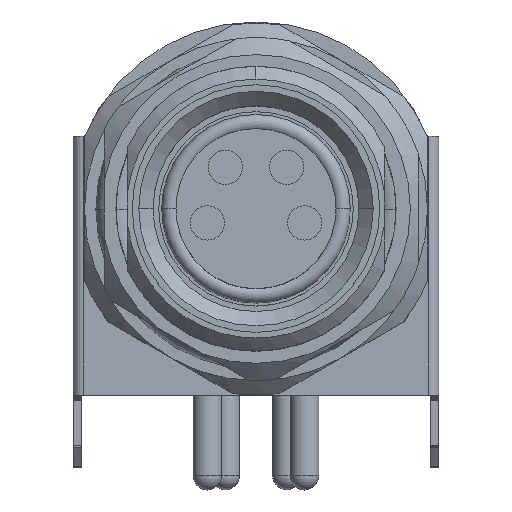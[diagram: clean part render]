
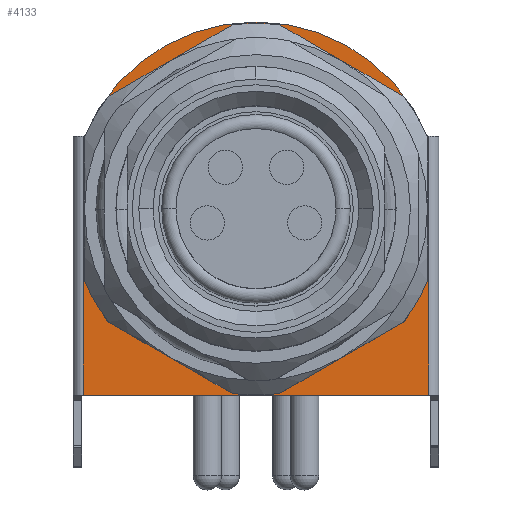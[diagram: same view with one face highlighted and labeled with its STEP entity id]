
A CAD part, top view. The second image highlights one B-rep face of the part: STEP entity #4133.
In plain terms, the highlighted face is planar.
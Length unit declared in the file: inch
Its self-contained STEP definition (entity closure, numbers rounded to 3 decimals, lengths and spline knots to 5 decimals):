
#91 = DIRECTION ( 'NONE',  ( 1., 0., 0. ) ) ;
#106 = DIRECTION ( 'NONE',  ( 0., 1., 0. ) ) ;
#131 = VERTEX_POINT ( 'NONE', #3902 ) ;
#184 = CARTESIAN_POINT ( 'NONE',  ( 0.44094, 0.20457, 0.11811 ) ) ;
#217 = VERTEX_POINT ( 'NONE', #5651 ) ;
#221 = CARTESIAN_POINT ( 'NONE',  ( 0.44094, 0.10039, 0. ) ) ;
#419 = PLANE ( 'NONE',  #4300 ) ;
#425 = DIRECTION ( 'NONE',  ( 1., 0., 0. ) ) ;
#429 = VERTEX_POINT ( 'NONE', #6509 ) ;
#503 = DIRECTION ( 'NONE',  ( 1., 0., 0. ) ) ;
#530 = VERTEX_POINT ( 'NONE', #5680 ) ;
#539 = AXIS2_PLACEMENT_3D ( 'NONE', #1252, #613, #4327 ) ;
#583 = CARTESIAN_POINT ( 'NONE',  ( 0.44094, 0.19143, 0.23819 ) ) ;
#613 = DIRECTION ( 'NONE',  ( 1., 0., 0. ) ) ;
#687 = LINE ( 'NONE', #221, #3431 ) ;
#748 = VERTEX_POINT ( 'NONE', #4405 ) ;
#782 = VERTEX_POINT ( 'NONE', #986 ) ;
#821 = AXIS2_PLACEMENT_3D ( 'NONE', #3338, #6372, #1824 ) ;
#840 = LINE ( 'NONE', #1339, #5883 ) ;
#917 = LINE ( 'NONE', #3415, #5922 ) ;
#962 = EDGE_CURVE ( 'NONE', #217, #748, #2678, .T. ) ;
#986 = CARTESIAN_POINT ( 'NONE',  ( 0.44094, -0.25591, -0.23819 ) ) ;
#1190 = DIRECTION ( 'NONE',  ( 0., 0., 1. ) ) ;
#1200 = CARTESIAN_POINT ( 'NONE',  ( 0.44094, -0.20457, -0.11811 ) ) ;
#1248 = EDGE_CURVE ( 'NONE', #131, #530, #3709, .T. ) ;
#1252 = CARTESIAN_POINT ( 'NONE',  ( 0.44094, 0., 0. ) ) ;
#1299 = EDGE_CURVE ( 'NONE', #2916, #6292, #1679, .T. ) ;
#1339 = CARTESIAN_POINT ( 'NONE',  ( 0.44094, -0.25591, 0. ) ) ;
#1372 = EDGE_CURVE ( 'NONE', #748, #782, #840, .T. ) ;
#1401 = CIRCLE ( 'NONE', #539, 0.23622 ) ;
#1679 = CIRCLE ( 'NONE', #821, 0.23622 ) ;
#1713 = AXIS2_PLACEMENT_3D ( 'NONE', #5116, #503, #6196 ) ;
#1771 = DIRECTION ( 'NONE',  ( 1., 0., 0. ) ) ;
#1805 = AXIS2_PLACEMENT_3D ( 'NONE', #1999, #2447, #4090 ) ;
#1811 = CIRCLE ( 'NONE', #5566, 0.23622 ) ;
#1824 = DIRECTION ( 'NONE',  ( 0., 0., 1. ) ) ;
#1832 = CARTESIAN_POINT ( 'NONE',  ( 0.44094, 0., -0.23622 ) ) ;
#1922 = ORIENTED_EDGE ( 'NONE', *, *, #4051, .F. ) ;
#1999 = CARTESIAN_POINT ( 'NONE',  ( 0.44094, 0., 0. ) ) ;
#2027 = EDGE_CURVE ( 'NONE', #429, #5444, #6001, .T. ) ;
#2066 = ORIENTED_EDGE ( 'NONE', *, *, #5750, .T. ) ;
#2092 = EDGE_CURVE ( 'NONE', #530, #217, #5199, .T. ) ;
#2156 = DIRECTION ( 'NONE',  ( 0., 0., -1. ) ) ;
#2159 = ORIENTED_EDGE ( 'NONE', *, *, #962, .F. ) ;
#2175 = DIRECTION ( 'NONE',  ( 1., 0., 0. ) ) ;
#2234 = VECTOR ( 'NONE', #4224, 39.37008 ) ;
#2447 = DIRECTION ( 'NONE',  ( 1., 0., 0. ) ) ;
#2459 = DIRECTION ( 'NONE',  ( 0., 0., -1. ) ) ;
#2470 = EDGE_CURVE ( 'NONE', #5444, #2916, #1811, .T. ) ;
#2478 = CARTESIAN_POINT ( 'NONE',  ( 0.44094, -0.41054, 0.60197 ) ) ;
#2484 = DIRECTION ( 'NONE',  ( 0., 0., 1. ) ) ;
#2678 = LINE ( 'NONE', #583, #2234 ) ;
#2743 = CARTESIAN_POINT ( 'NONE',  ( 0.44094, 0., 0. ) ) ;
#2749 = DIRECTION ( 'NONE',  ( 0., 0., 1. ) ) ;
#2798 = EDGE_LOOP ( 'NONE', ( #2836, #4944, #6512, #3765, #2066, #5370 ) ) ;
#2836 = ORIENTED_EDGE ( 'NONE', *, *, #2470, .T. ) ;
#2916 = VERTEX_POINT ( 'NONE', #1200 ) ;
#3006 = FACE_OUTER_BOUND ( 'NONE', #3531, .T. ) ;
#3025 = VERTEX_POINT ( 'NONE', #5973 ) ;
#3338 = CARTESIAN_POINT ( 'NONE',  ( 0.44094, 0., 0. ) ) ;
#3359 = EDGE_CURVE ( 'NONE', #3025, #3907, #5915, .T. ) ;
#3415 = CARTESIAN_POINT ( 'NONE',  ( 0.44094, 0.19143, -0.23819 ) ) ;
#3431 = VECTOR ( 'NONE', #2749, 39.37008 ) ;
#3500 = CARTESIAN_POINT ( 'NONE',  ( 0.44094, 0.10039, -0.23819 ) ) ;
#3531 = EDGE_LOOP ( 'NONE', ( #1922, #3533, #2159, #6404, #4892, #5778 ) ) ;
#3533 = ORIENTED_EDGE ( 'NONE', *, *, #1372, .F. ) ;
#3709 = CIRCLE ( 'NONE', #5989, 0.25591 ) ;
#3765 = ORIENTED_EDGE ( 'NONE', *, *, #3359, .T. ) ;
#3902 = CARTESIAN_POINT ( 'NONE',  ( 0.44094, 0.10039, -0.23622 ) ) ;
#3906 = EDGE_CURVE ( 'NONE', #4113, #131, #687, .T. ) ;
#3907 = VERTEX_POINT ( 'NONE', #184 ) ;
#3986 = AXIS2_PLACEMENT_3D ( 'NONE', #2743, #1771, #4248 ) ;
#4051 = EDGE_CURVE ( 'NONE', #782, #4113, #917, .T. ) ;
#4090 = DIRECTION ( 'NONE',  ( 0., 0., 1. ) ) ;
#4113 = VERTEX_POINT ( 'NONE', #3500 ) ;
#4133 = ADVANCED_FACE ( 'NONE', ( #5541, #3006 ), #419, .F. ) ;
#4224 = DIRECTION ( 'NONE',  ( 0., -1., 0. ) ) ;
#4248 = DIRECTION ( 'NONE',  ( 0., 0., 1. ) ) ;
#4300 = AXIS2_PLACEMENT_3D ( 'NONE', #2478, #2175, #106 ) ;
#4327 = DIRECTION ( 'NONE',  ( 0., 0., 1. ) ) ;
#4405 = CARTESIAN_POINT ( 'NONE',  ( 0.44094, -0.25591, 0.23819 ) ) ;
#4585 = VECTOR ( 'NONE', #1190, 39.37008 ) ;
#4892 = ORIENTED_EDGE ( 'NONE', *, *, #1248, .F. ) ;
#4944 = ORIENTED_EDGE ( 'NONE', *, *, #1299, .T. ) ;
#5032 = DIRECTION ( 'NONE',  ( 0., 1., 0. ) ) ;
#5039 = CARTESIAN_POINT ( 'NONE',  ( 0.44094, 0., 0. ) ) ;
#5116 = CARTESIAN_POINT ( 'NONE',  ( 0.44094, 0., 0. ) ) ;
#5150 = CARTESIAN_POINT ( 'NONE',  ( 0.44094, 0.00197, 0. ) ) ;
#5165 = CIRCLE ( 'NONE', #3986, 0.23622 ) ;
#5199 = LINE ( 'NONE', #5815, #4585 ) ;
#5370 = ORIENTED_EDGE ( 'NONE', *, *, #2027, .T. ) ;
#5383 = CARTESIAN_POINT ( 'NONE',  ( 0.44094, -0.20457, 0.11811 ) ) ;
#5444 = VERTEX_POINT ( 'NONE', #5383 ) ;
#5541 = FACE_BOUND ( 'NONE', #2798, .T. ) ;
#5566 = AXIS2_PLACEMENT_3D ( 'NONE', #5039, #425, #2484 ) ;
#5651 = CARTESIAN_POINT ( 'NONE',  ( 0.44094, 0.10039, 0.23819 ) ) ;
#5680 = CARTESIAN_POINT ( 'NONE',  ( 0.44094, 0.10039, 0.23622 ) ) ;
#5750 = EDGE_CURVE ( 'NONE', #3907, #429, #1401, .T. ) ;
#5778 = ORIENTED_EDGE ( 'NONE', *, *, #3906, .F. ) ;
#5815 = CARTESIAN_POINT ( 'NONE',  ( 0.44094, 0.10039, 0. ) ) ;
#5846 = EDGE_CURVE ( 'NONE', #6292, #3025, #5165, .T. ) ;
#5883 = VECTOR ( 'NONE', #2459, 39.37008 ) ;
#5915 = CIRCLE ( 'NONE', #1713, 0.23622 ) ;
#5922 = VECTOR ( 'NONE', #5032, 39.37008 ) ;
#5973 = CARTESIAN_POINT ( 'NONE',  ( 0.44094, 0.20457, -0.11811 ) ) ;
#5989 = AXIS2_PLACEMENT_3D ( 'NONE', #5150, #91, #2156 ) ;
#6001 = CIRCLE ( 'NONE', #1805, 0.23622 ) ;
#6196 = DIRECTION ( 'NONE',  ( 0., 0., 1. ) ) ;
#6292 = VERTEX_POINT ( 'NONE', #1832 ) ;
#6372 = DIRECTION ( 'NONE',  ( 1., 0., 0. ) ) ;
#6404 = ORIENTED_EDGE ( 'NONE', *, *, #2092, .F. ) ;
#6509 = CARTESIAN_POINT ( 'NONE',  ( 0.44094, 0., 0.23622 ) ) ;
#6512 = ORIENTED_EDGE ( 'NONE', *, *, #5846, .T. ) ;
